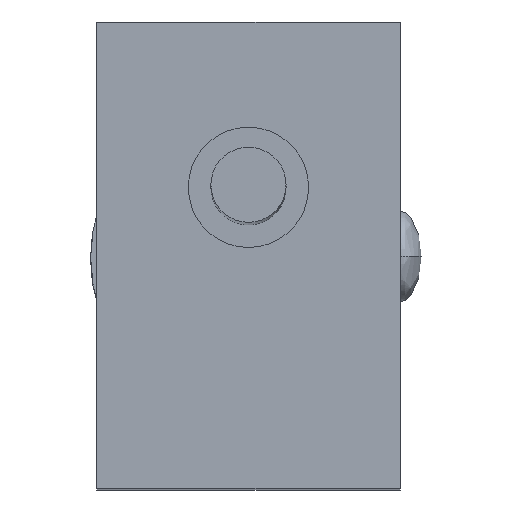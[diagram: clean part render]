
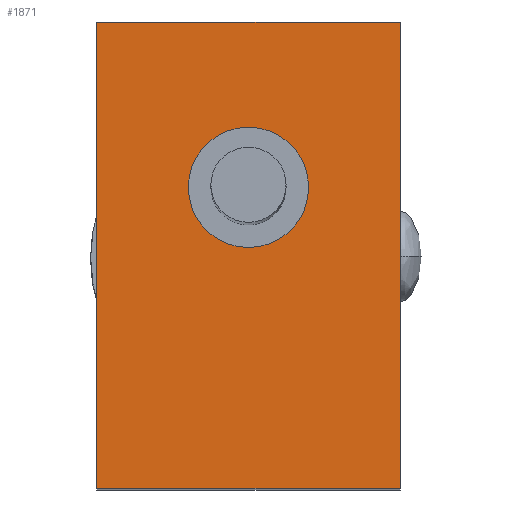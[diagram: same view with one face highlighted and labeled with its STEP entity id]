
A CAD part, top view. The second image highlights one B-rep face of the part: STEP entity #1871.
In plain terms, the highlighted planar face has unit normal (0, 0, 1).
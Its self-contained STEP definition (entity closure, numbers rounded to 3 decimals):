
#263 = DIRECTION ( 'NONE',  ( 1., 0., 0. ) ) ;
#297 = CARTESIAN_POINT ( 'NONE',  ( 5.05, 7.75, 71. ) ) ;
#299 = EDGE_CURVE ( 'NONE', #2981, #1270, #2122, .T. ) ;
#382 = DIRECTION ( 'NONE',  ( 1., 0., 0. ) ) ;
#490 = EDGE_CURVE ( 'NONE', #4876, #2111, #4262, .T. ) ;
#575 = CIRCLE ( 'NONE', #1435, 2. ) ;
#602 = LINE ( 'NONE', #4442, #1815 ) ;
#622 = ORIENTED_EDGE ( 'NONE', *, *, #2134, .T. ) ;
#872 = ORIENTED_EDGE ( 'NONE', *, *, #299, .T. ) ;
#1056 = CARTESIAN_POINT ( 'NONE',  ( 0., -7.75, 71. ) ) ;
#1073 = DIRECTION ( 'NONE',  ( 1., 0., 0. ) ) ;
#1141 = ORIENTED_EDGE ( 'NONE', *, *, #2113, .F. ) ;
#1180 = VECTOR ( 'NONE', #3493, 1000. ) ;
#1270 = VERTEX_POINT ( 'NONE', #3402 ) ;
#1274 = CARTESIAN_POINT ( 'NONE',  ( -5.05, 0., 71. ) ) ;
#1435 = AXIS2_PLACEMENT_3D ( 'NONE', #2575, #2513, #263 ) ;
#1605 = VERTEX_POINT ( 'NONE', #5565 ) ;
#1697 = ORIENTED_EDGE ( 'NONE', *, *, #4603, .F. ) ;
#1744 = FACE_BOUND ( 'NONE', #2445, .T. ) ;
#1815 = VECTOR ( 'NONE', #2569, 1000. ) ;
#1871 = ADVANCED_FACE ( 'NONE', ( #1744, #5797 ), #4535, .T. ) ;
#1977 = AXIS2_PLACEMENT_3D ( 'NONE', #3583, #5384, #382 ) ;
#2049 = VECTOR ( 'NONE', #1073, 1000. ) ;
#2111 = VERTEX_POINT ( 'NONE', #2126 ) ;
#2113 = EDGE_CURVE ( 'NONE', #2981, #1605, #3026, .T. ) ;
#2119 = CARTESIAN_POINT ( 'NONE',  ( 0., 2.25, 71. ) ) ;
#2122 = LINE ( 'NONE', #1056, #2049 ) ;
#2126 = CARTESIAN_POINT ( 'NONE',  ( -2., 2.25, 71. ) ) ;
#2134 = EDGE_CURVE ( 'NONE', #1270, #3933, #602, .T. ) ;
#2445 = EDGE_LOOP ( 'NONE', ( #1697, #5742 ) ) ;
#2513 = DIRECTION ( 'NONE',  ( 0., 0., 1. ) ) ;
#2569 = DIRECTION ( 'NONE',  ( 0., 1., 0. ) ) ;
#2575 = CARTESIAN_POINT ( 'NONE',  ( 0., 2.25, 71. ) ) ;
#2658 = DIRECTION ( 'NONE',  ( 1., 0., 0. ) ) ;
#2729 = AXIS2_PLACEMENT_3D ( 'NONE', #2119, #4419, #4360 ) ;
#2793 = CARTESIAN_POINT ( 'NONE',  ( 2., 2.25, 71. ) ) ;
#2981 = VERTEX_POINT ( 'NONE', #3295 ) ;
#3026 = LINE ( 'NONE', #1274, #1180 ) ;
#3145 = EDGE_CURVE ( 'NONE', #1605, #3933, #5852, .T. ) ;
#3295 = CARTESIAN_POINT ( 'NONE',  ( -5.05, -7.75, 71. ) ) ;
#3402 = CARTESIAN_POINT ( 'NONE',  ( 5.05, -7.75, 71. ) ) ;
#3493 = DIRECTION ( 'NONE',  ( 0., 1., 0. ) ) ;
#3559 = CARTESIAN_POINT ( 'NONE',  ( 0., 7.75, 71. ) ) ;
#3580 = VECTOR ( 'NONE', #2658, 1000. ) ;
#3583 = CARTESIAN_POINT ( 'NONE',  ( 0., 0., 71. ) ) ;
#3933 = VERTEX_POINT ( 'NONE', #297 ) ;
#4262 = CIRCLE ( 'NONE', #2729, 2. ) ;
#4360 = DIRECTION ( 'NONE',  ( 1., 0., 0. ) ) ;
#4419 = DIRECTION ( 'NONE',  ( 0., 0., 1. ) ) ;
#4442 = CARTESIAN_POINT ( 'NONE',  ( 5.05, 0., 71. ) ) ;
#4461 = EDGE_LOOP ( 'NONE', ( #872, #622, #5104, #1141 ) ) ;
#4535 = PLANE ( 'NONE',  #1977 ) ;
#4603 = EDGE_CURVE ( 'NONE', #2111, #4876, #575, .T. ) ;
#4876 = VERTEX_POINT ( 'NONE', #2793 ) ;
#5104 = ORIENTED_EDGE ( 'NONE', *, *, #3145, .F. ) ;
#5384 = DIRECTION ( 'NONE',  ( 0., 0., 1. ) ) ;
#5565 = CARTESIAN_POINT ( 'NONE',  ( -5.05, 7.75, 71. ) ) ;
#5742 = ORIENTED_EDGE ( 'NONE', *, *, #490, .F. ) ;
#5797 = FACE_OUTER_BOUND ( 'NONE', #4461, .T. ) ;
#5852 = LINE ( 'NONE', #3559, #3580 ) ;
